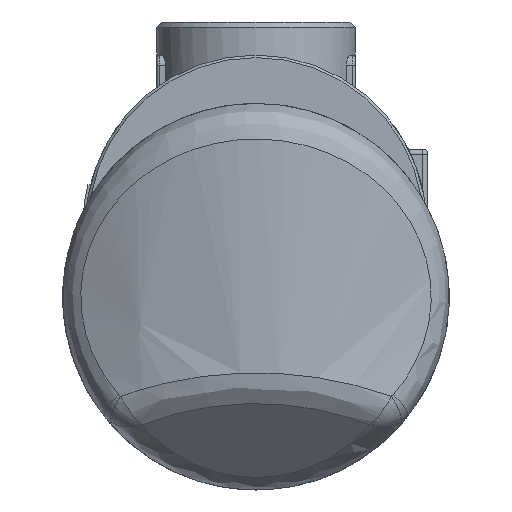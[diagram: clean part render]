
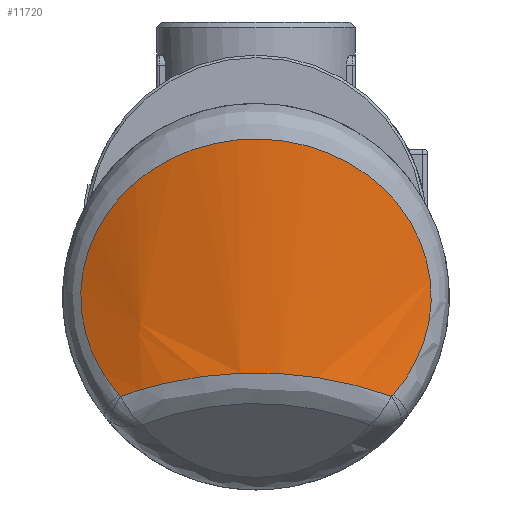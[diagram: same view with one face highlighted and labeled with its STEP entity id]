
A CAD part, left-side view. The second image highlights one B-rep face of the part: STEP entity #11720.
In plain terms, the highlighted free-form (B-spline) face has degree [1, 2] with [2, 9] control points.
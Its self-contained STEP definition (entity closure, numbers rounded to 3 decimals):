
#8598=CARTESIAN_POINT('',(-40.594,-26.975,-19.277));
#8599=VERTEX_POINT('',#8598);
#8607=CARTESIAN_POINT('',(-40.741,-26.619,-19.599));
#8608=VERTEX_POINT('',#8607);
#8609=CARTESIAN_POINT('',(-40.594,-26.975,-19.277));
#8610=CARTESIAN_POINT('',(-40.638,-26.869,-19.397));
#8611=CARTESIAN_POINT('',(-40.687,-26.75,-19.506));
#8612=CARTESIAN_POINT('',(-40.741,-26.619,-19.599));
#8613=B_SPLINE_CURVE_WITH_KNOTS('',3,(#8609,#8610,#8611,#8612),.UNSPECIFIED.,.F.,.U.,(4,4),(0.,0.047),.UNSPECIFIED.);
#8614=EDGE_CURVE('',#8599,#8608,#8613,.T.);
#8785=CARTESIAN_POINT('',(-40.594,26.975,-19.277));
#8786=VERTEX_POINT('',#8785);
#8805=CARTESIAN_POINT('',(-40.741,26.619,-19.599));
#8806=VERTEX_POINT('',#8805);
#8814=CARTESIAN_POINT('',(-40.741,26.619,-19.599));
#8815=CARTESIAN_POINT('',(-40.687,26.75,-19.506));
#8816=CARTESIAN_POINT('',(-40.638,26.869,-19.397));
#8817=CARTESIAN_POINT('',(-40.594,26.975,-19.277));
#8818=B_SPLINE_CURVE_WITH_KNOTS('',3,(#8814,#8815,#8816,#8817),.UNSPECIFIED.,.F.,.U.,(4,4),(0.,0.047),.UNSPECIFIED.);
#8819=EDGE_CURVE('',#8806,#8786,#8818,.T.);
#9081=CARTESIAN_POINT('',(24.,0.,-76.479));
#9082=DIRECTION('',(-0.66,0.,-0.751));
#9083=DIRECTION('',(-0.751,0.,0.66));
#9084=AXIS2_PLACEMENT_3D('',#9081,#9082,#9083);
#9085=ELLIPSE('',#9084,93.179,70.);
#9086=EDGE_CURVE('',#8608,#8806,#9085,.T.);
#9762=CARTESIAN_POINT('',(-40.594,26.975,-19.277));
#9763=CARTESIAN_POINT('',(-40.359,27.538,-18.639));
#9764=CARTESIAN_POINT('',(-39.893,28.611,-17.319));
#9765=CARTESIAN_POINT('',(-39.229,30.048,-15.222));
#9766=CARTESIAN_POINT('',(-38.617,31.299,-13.02));
#9767=CARTESIAN_POINT('',(-38.08,32.349,-10.742));
#9768=CARTESIAN_POINT('',(-37.627,33.201,-8.378));
#9769=CARTESIAN_POINT('',(-37.156,34.063,-5.114));
#9770=CARTESIAN_POINT('',(-36.94,34.443,-2.034));
#9771=CARTESIAN_POINT('',(-36.936,34.451,0.754));
#9772=CARTESIAN_POINT('',(-37.008,34.323,2.993));
#9773=CARTESIAN_POINT('',(-37.24,33.909,5.78));
#9774=CARTESIAN_POINT('',(-37.646,33.167,8.491));
#9775=CARTESIAN_POINT('',(-38.054,32.395,10.577));
#9776=CARTESIAN_POINT('',(-38.516,31.501,12.624));
#9777=CARTESIAN_POINT('',(-39.18,30.16,15.094));
#9778=CARTESIAN_POINT('',(-39.873,28.654,17.253));
#9779=CARTESIAN_POINT('',(-40.387,27.47,18.713));
#9780=CARTESIAN_POINT('',(-41.008,25.989,20.411));
#9781=CARTESIAN_POINT('',(-42.184,22.961,23.325));
#9782=CARTESIAN_POINT('',(-43.359,19.209,25.854));
#9783=CARTESIAN_POINT('',(-44.145,16.037,27.451));
#9784=CARTESIAN_POINT('',(-44.633,13.849,28.421));
#9785=CARTESIAN_POINT('',(-45.164,10.979,29.447));
#9786=CARTESIAN_POINT('',(-45.562,7.985,30.192));
#9787=CARTESIAN_POINT('',(-45.788,5.547,30.611));
#9788=CARTESIAN_POINT('',(-45.91,3.709,30.835));
#9789=CARTESIAN_POINT('',(-45.984,1.854,30.97));
#9790=CARTESIAN_POINT('',(-46.016,-0.622,31.03));
#9791=CARTESIAN_POINT('',(-45.934,-3.733,30.879));
#9792=CARTESIAN_POINT('',(-45.636,-7.436,30.332));
#9793=CARTESIAN_POINT('',(-45.237,-10.427,29.582));
#9794=CARTESIAN_POINT('',(-44.841,-12.725,28.822));
#9795=CARTESIAN_POINT('',(-44.397,-14.972,27.956));
#9796=CARTESIAN_POINT('',(-43.757,-17.679,26.673));
#9797=CARTESIAN_POINT('',(-43.034,-20.205,25.147));
#9798=CARTESIAN_POINT('',(-42.426,-22.097,23.799));
#9799=CARTESIAN_POINT('',(-41.961,-23.446,22.729));
#9800=CARTESIAN_POINT('',(-41.487,-24.739,21.591));
#9801=CARTESIAN_POINT('',(-40.851,-26.374,19.991));
#9802=CARTESIAN_POINT('',(-40.062,-28.245,17.844));
#9803=CARTESIAN_POINT('',(-39.171,-30.178,15.062));
#9804=CARTESIAN_POINT('',(-38.381,-31.771,12.124));
#9805=CARTESIAN_POINT('',(-37.719,-33.034,8.992));
#9806=CARTESIAN_POINT('',(-37.289,-33.821,6.093));
#9807=CARTESIAN_POINT('',(-37.048,-34.252,3.514));
#9808=CARTESIAN_POINT('',(-36.939,-34.444,1.293));
#9809=CARTESIAN_POINT('',(-36.927,-34.465,-1.891));
#9810=CARTESIAN_POINT('',(-37.161,-34.053,-5.159));
#9811=CARTESIAN_POINT('',(-37.629,-33.198,-8.388));
#9812=CARTESIAN_POINT('',(-38.234,-32.058,-11.55));
#9813=CARTESIAN_POINT('',(-39.017,-30.505,-14.556));
#9814=CARTESIAN_POINT('',(-39.895,-28.607,-17.323));
#9815=CARTESIAN_POINT('',(-40.359,-27.538,-18.639));
#9816=CARTESIAN_POINT('',(-40.594,-26.975,-19.277));
#9817=B_SPLINE_CURVE_WITH_KNOTS('',3,(#9762,#9763,#9764,#9765,#9766,#9767,#9768,#9769,#9770,#9771,#9772,#9773,#9774,#9775,#9776,#9777,#9778,#9779,#9780,#9781,#9782,#9783,#9784,#9785,#9786,#9787,#9788,#9789,#9790,#9791,#9792,#9793,#9794,#9795,#9796,#9797,#9798,#9799,#9800,#9801,#9802,#9803,#9804,#9805,#9806,#9807,#9808,#9809,#9810,#9811,#9812,#9813,#9814,#9815,#9816),.UNSPECIFIED.,.F.,.U.,(4,1,1,1,1,1,1,1,1,1,1,1,1,1,1,1,1,1,1,1,1,1,1,1,1,1,1,1,1,1,1,1,1,1,1,1,1,1,1,1,1,1,1,1,1,1,1,1,1,1,1,1,4),(12.67,12.921,13.172,13.423,13.674,13.925,14.175,14.677,14.844,15.012,15.346,15.681,15.848,16.015,16.349,16.684,16.795,16.907,17.353,18.022,18.189,18.356,18.691,19.025,19.192,19.36,19.527,19.694,20.029,20.363,20.697,20.865,21.032,21.366,21.701,21.868,22.035,22.203,22.37,22.704,23.039,23.373,23.708,24.042,24.265,24.488,24.711,25.213,25.464,25.714,26.216,26.467,26.718),.UNSPECIFIED.);
#9818=EDGE_CURVE('',#8786,#8599,#9817,.T.);
#11688=CARTESIAN_POINT('',(-34.788,-38.,-19.599));
#11689=CARTESIAN_POINT('',(-34.788,-38.,31.03));
#11690=CARTESIAN_POINT('',(3.212,-96.788,-19.599));
#11691=CARTESIAN_POINT('',(3.212,-96.788,31.03));
#11692=CARTESIAN_POINT('',(62.,-58.788,-19.599));
#11693=CARTESIAN_POINT('',(62.,-58.788,31.03));
#11694=CARTESIAN_POINT('',(120.788,-20.788,-19.599));
#11695=CARTESIAN_POINT('',(120.788,-20.788,31.03));
#11696=CARTESIAN_POINT('',(82.788,38.,-19.599));
#11697=CARTESIAN_POINT('',(82.788,38.,31.03));
#11698=CARTESIAN_POINT('',(44.788,96.788,-19.599));
#11699=CARTESIAN_POINT('',(44.788,96.788,31.03));
#11700=CARTESIAN_POINT('',(-14.,58.788,-19.599));
#11701=CARTESIAN_POINT('',(-14.,58.788,31.03));
#11702=CARTESIAN_POINT('',(-72.788,20.788,-19.599));
#11703=CARTESIAN_POINT('',(-72.788,20.788,31.03));
#11704=CARTESIAN_POINT('',(-34.788,-38.,-19.599));
#11705=CARTESIAN_POINT('',(-34.788,-38.,31.03));
#11713=(BOUNDED_SURFACE()B_SPLINE_SURFACE(1,2,((#11688,#11690,#11692,#11694,#11696,#11698,#11700,#11702,#11704),(#11689,#11691,#11693,#11695,#11697,#11699,#11701,#11703,#11705)),.UNSPECIFIED.,.F.,.T.,.U.)B_SPLINE_SURFACE_WITH_KNOTS((2,2),(3,2,2,2,3),(-0.28,0.443),(0.0,109.956,219.911,329.867,439.823),.UNSPECIFIED.)GEOMETRIC_REPRESENTATION_ITEM()RATIONAL_B_SPLINE_SURFACE(((1.0,0.707,1.0,0.707,1.0,0.707,1.0,0.707,1.0),(1.0,0.707,1.0,0.707,1.0,0.707,1.0,0.707,1.0)))REPRESENTATION_ITEM('')SURFACE());
#11714=ORIENTED_EDGE('',*,*,#8614,.F.);
#11715=ORIENTED_EDGE('',*,*,#9818,.F.);
#11716=ORIENTED_EDGE('',*,*,#8819,.F.);
#11717=ORIENTED_EDGE('',*,*,#9086,.F.);
#11718=EDGE_LOOP('',(#11714,#11715,#11716,#11717));
#11719=FACE_OUTER_BOUND('',#11718,.T.);
#11720=ADVANCED_FACE('',(#11719),#11713,.F.);
